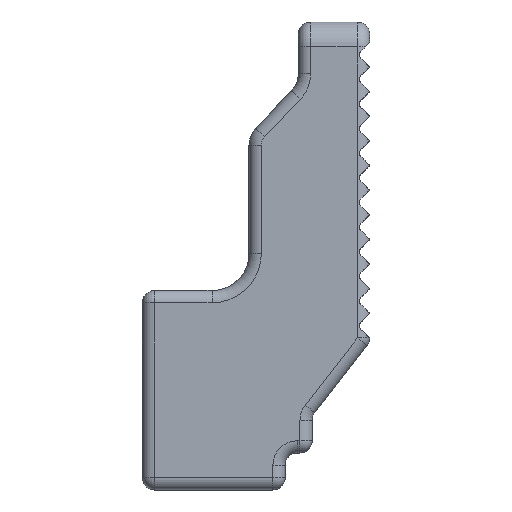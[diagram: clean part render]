
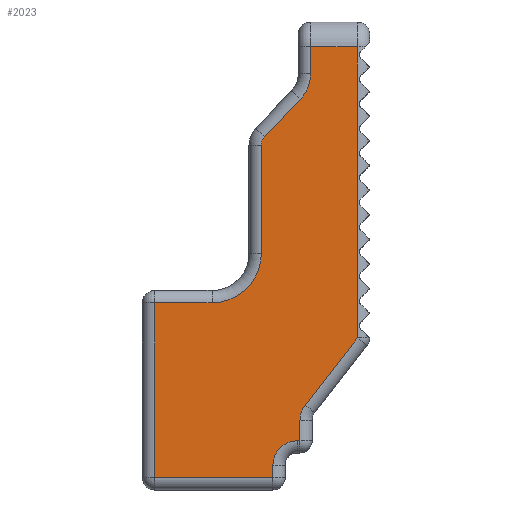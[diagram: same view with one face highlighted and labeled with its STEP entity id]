
A CAD part, left-side view. The second image highlights one B-rep face of the part: STEP entity #2023.
In plain terms, the highlighted planar face has unit normal (-1, 0, 0).
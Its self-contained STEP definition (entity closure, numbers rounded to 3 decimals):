
#63 = DIRECTION ( 'NONE',  ( 0., 1., 0. ) ) ;
#82 = DIRECTION ( 'NONE',  ( 1., 0., 0. ) ) ;
#94 = ORIENTED_EDGE ( 'NONE', *, *, #4875, .T. ) ;
#154 = VECTOR ( 'NONE', #2657, 1000. ) ;
#156 = VERTEX_POINT ( 'NONE', #893 ) ;
#173 = ORIENTED_EDGE ( 'NONE', *, *, #2463, .T. ) ;
#186 = EDGE_CURVE ( 'NONE', #247, #4374, #3182, .T. ) ;
#244 = EDGE_CURVE ( 'NONE', #1300, #3322, #3697, .T. ) ;
#247 = VERTEX_POINT ( 'NONE', #675 ) ;
#380 = VECTOR ( 'NONE', #748, 1000. ) ;
#392 = VERTEX_POINT ( 'NONE', #4408 ) ;
#431 = EDGE_CURVE ( 'NONE', #5540, #987, #1755, .T. ) ;
#467 = CARTESIAN_POINT ( 'NONE',  ( -23.33, 2.83, -9.5 ) ) ;
#496 = CARTESIAN_POINT ( 'NONE',  ( -23.33, 0.5, -3.329 ) ) ;
#499 = DIRECTION ( 'NONE',  ( 0., -1., 0. ) ) ;
#513 = AXIS2_PLACEMENT_3D ( 'NONE', #909, #1302, #5438 ) ;
#576 = VECTOR ( 'NONE', #4535, 1000. ) ;
#600 = CARTESIAN_POINT ( 'NONE',  ( -23.33, 3.93, -8.5 ) ) ;
#616 = CARTESIAN_POINT ( 'NONE',  ( -23.33, 2.83, -7.5 ) ) ;
#640 = ORIENTED_EDGE ( 'NONE', *, *, #5755, .T. ) ;
#675 = CARTESIAN_POINT ( 'NONE',  ( -23.33, 2.62, -6.058 ) ) ;
#748 = DIRECTION ( 'NONE',  ( 0., 0., 1. ) ) ;
#841 = CARTESIAN_POINT ( 'NONE',  ( -23.33, 3.93, -9.5 ) ) ;
#893 = CARTESIAN_POINT ( 'NONE',  ( -23.33, 0.5, 7.171 ) ) ;
#909 = CARTESIAN_POINT ( 'NONE',  ( -23.33, 2.93, -8.5 ) ) ;
#923 = PLANE ( 'NONE',  #4767 ) ;
#951 = DIRECTION ( 'NONE',  ( 0., -0.613, 0.79 ) ) ;
#984 = DIRECTION ( 'NONE',  ( 0., 0., -1. ) ) ;
#987 = VERTEX_POINT ( 'NONE', #2976 ) ;
#1005 = VERTEX_POINT ( 'NONE', #5340 ) ;
#1061 = AXIS2_PLACEMENT_3D ( 'NONE', #4098, #5951, #1752 ) ;
#1099 = EDGE_CURVE ( 'NONE', #1776, #5815, #2432, .T. ) ;
#1169 = DIRECTION ( 'NONE',  ( 0., 0., -1. ) ) ;
#1300 = VERTEX_POINT ( 'NONE', #2830 ) ;
#1302 = DIRECTION ( 'NONE',  ( 1., 0., 0. ) ) ;
#1322 = DIRECTION ( 'NONE',  ( 0., 1., 0. ) ) ;
#1343 = LINE ( 'NONE', #5039, #2752 ) ;
#1348 = CARTESIAN_POINT ( 'NONE',  ( -23.33, 4.4, 4.5 ) ) ;
#1369 = LINE ( 'NONE', #467, #5632 ) ;
#1411 = ORIENTED_EDGE ( 'NONE', *, *, #5168, .T. ) ;
#1438 = ORIENTED_EDGE ( 'NONE', *, *, #431, .T. ) ;
#1466 = DIRECTION ( 'NONE',  ( 1., 0., 0. ) ) ;
#1501 = ORIENTED_EDGE ( 'NONE', *, *, #2898, .T. ) ;
#1528 = CARTESIAN_POINT ( 'NONE',  ( -23.33, 2.4, 8.5 ) ) ;
#1592 = LINE ( 'NONE', #3787, #3040 ) ;
#1650 = ORIENTED_EDGE ( 'NONE', *, *, #186, .T. ) ;
#1654 = ORIENTED_EDGE ( 'NONE', *, *, #4425, .T. ) ;
#1737 = CARTESIAN_POINT ( 'NONE',  ( -23.33, 4.4, 0.1 ) ) ;
#1750 = EDGE_CURVE ( 'NONE', #5128, #4493, #1592, .T. ) ;
#1752 = DIRECTION ( 'NONE',  ( 0., 0., -1. ) ) ;
#1755 = LINE ( 'NONE', #4441, #154 ) ;
#1776 = VERTEX_POINT ( 'NONE', #600 ) ;
#1977 = EDGE_CURVE ( 'NONE', #392, #5128, #2277, .T. ) ;
#2023 = ADVANCED_FACE ( 'NONE', ( #5111 ), #923, .F. ) ;
#2188 = CARTESIAN_POINT ( 'NONE',  ( -23.33, 3.93, -9. ) ) ;
#2203 = LINE ( 'NONE', #841, #3371 ) ;
#2206 = AXIS2_PLACEMENT_3D ( 'NONE', #4392, #2485, #1169 ) ;
#2216 = DIRECTION ( 'NONE',  ( 0., 0., 1. ) ) ;
#2277 = CIRCLE ( 'NONE', #3909, 1.5 ) ;
#2319 = EDGE_CURVE ( 'NONE', #5815, #4527, #1343, .T. ) ;
#2388 = ORIENTED_EDGE ( 'NONE', *, *, #3279, .T. ) ;
#2427 = LINE ( 'NONE', #4717, #4361 ) ;
#2432 = CIRCLE ( 'NONE', #513, 1. ) ;
#2463 = EDGE_CURVE ( 'NONE', #3322, #392, #3203, .T. ) ;
#2485 = DIRECTION ( 'NONE',  ( -1., 0., 0. ) ) ;
#2525 = EDGE_LOOP ( 'NONE', ( #4932, #173, #5368, #5392, #5904, #1654, #94, #1501, #1438, #2388, #1411, #5864, #3858, #4118, #640, #1650, #4576, #5274 ) ) ;
#2657 = DIRECTION ( 'NONE',  ( 0., 0., -1. ) ) ;
#2692 = CARTESIAN_POINT ( 'NONE',  ( -23.33, 2.4, -9.5 ) ) ;
#2727 = CARTESIAN_POINT ( 'NONE',  ( -23.33, 3.9, 7.4 ) ) ;
#2752 = VECTOR ( 'NONE', #499, 1000. ) ;
#2815 = CARTESIAN_POINT ( 'NONE',  ( -23.33, 9.23, -9.5 ) ) ;
#2830 = CARTESIAN_POINT ( 'NONE',  ( -23.33, 0.5, 8.5 ) ) ;
#2895 = CARTESIAN_POINT ( 'NONE',  ( -23.33, 2.93, -7.5 ) ) ;
#2898 = EDGE_CURVE ( 'NONE', #4326, #5540, #3706, .T. ) ;
#2903 = CARTESIAN_POINT ( 'NONE',  ( -23.33, 8.73, -1.9 ) ) ;
#2976 = CARTESIAN_POINT ( 'NONE',  ( -23.33, 8.73, -9. ) ) ;
#3016 = VECTOR ( 'NONE', #3261, 1000. ) ;
#3040 = VECTOR ( 'NONE', #3424, 1000. ) ;
#3170 = CIRCLE ( 'NONE', #1061, 2. ) ;
#3181 = DIRECTION ( 'NONE',  ( 0., 0., -1. ) ) ;
#3182 = LINE ( 'NONE', #5017, #5011 ) ;
#3203 = LINE ( 'NONE', #2692, #576 ) ;
#3261 = DIRECTION ( 'NONE',  ( 0., 0., 1. ) ) ;
#3277 = VECTOR ( 'NONE', #1322, 1000. ) ;
#3279 = EDGE_CURVE ( 'NONE', #987, #4339, #2427, .T. ) ;
#3296 = CARTESIAN_POINT ( 'NONE',  ( -23.33, 4.262, 4.845 ) ) ;
#3322 = VERTEX_POINT ( 'NONE', #1528 ) ;
#3371 = VECTOR ( 'NONE', #5947, 1000. ) ;
#3421 = DIRECTION ( 'NONE',  ( 0., -1., 0. ) ) ;
#3424 = DIRECTION ( 'NONE',  ( 0., 0.69, -0.724 ) ) ;
#3462 = CARTESIAN_POINT ( 'NONE',  ( -23.33, 2.814, 6.366 ) ) ;
#3491 = VERTEX_POINT ( 'NONE', #1348 ) ;
#3554 = VECTOR ( 'NONE', #63, 1000. ) ;
#3697 = LINE ( 'NONE', #5456, #3277 ) ;
#3706 = LINE ( 'NONE', #4209, #3554 ) ;
#3787 = CARTESIAN_POINT ( 'NONE',  ( -23.33, 13.789, -5.158 ) ) ;
#3858 = ORIENTED_EDGE ( 'NONE', *, *, #2319, .T. ) ;
#3909 = AXIS2_PLACEMENT_3D ( 'NONE', #2727, #5544, #3181 ) ;
#4098 = CARTESIAN_POINT ( 'NONE',  ( -23.33, 6.4, 0.1 ) ) ;
#4118 = ORIENTED_EDGE ( 'NONE', *, *, #4460, .T. ) ;
#4172 = CARTESIAN_POINT ( 'NONE',  ( -23.33, 1.83, -6.671 ) ) ;
#4209 = CARTESIAN_POINT ( 'NONE',  ( -23.33, 9.23, -1.9 ) ) ;
#4218 = LINE ( 'NONE', #4760, #3016 ) ;
#4300 = LINE ( 'NONE', #5786, #380 ) ;
#4326 = VERTEX_POINT ( 'NONE', #4476 ) ;
#4339 = VERTEX_POINT ( 'NONE', #2188 ) ;
#4361 = VECTOR ( 'NONE', #3421, 1000. ) ;
#4374 = VERTEX_POINT ( 'NONE', #496 ) ;
#4392 = CARTESIAN_POINT ( 'NONE',  ( -23.33, 3.9, 4.5 ) ) ;
#4408 = CARTESIAN_POINT ( 'NONE',  ( -23.33, 2.4, 7.4 ) ) ;
#4425 = EDGE_CURVE ( 'NONE', #3491, #5572, #4953, .T. ) ;
#4441 = CARTESIAN_POINT ( 'NONE',  ( -23.33, 8.73, -9.5 ) ) ;
#4460 = EDGE_CURVE ( 'NONE', #4527, #1005, #1369, .T. ) ;
#4476 = CARTESIAN_POINT ( 'NONE',  ( -23.33, 6.4, -1.9 ) ) ;
#4493 = VERTEX_POINT ( 'NONE', #3296 ) ;
#4527 = VERTEX_POINT ( 'NONE', #616 ) ;
#4532 = EDGE_CURVE ( 'NONE', #156, #1300, #4218, .T. ) ;
#4535 = DIRECTION ( 'NONE',  ( 0., 0., -1. ) ) ;
#4561 = DIRECTION ( 'NONE',  ( 0., 0., -1. ) ) ;
#4576 = ORIENTED_EDGE ( 'NONE', *, *, #5436, .T. ) ;
#4606 = AXIS2_PLACEMENT_3D ( 'NONE', #4172, #82, #5514 ) ;
#4700 = CIRCLE ( 'NONE', #4606, 1. ) ;
#4717 = CARTESIAN_POINT ( 'NONE',  ( -23.33, 9.23, -9. ) ) ;
#4760 = CARTESIAN_POINT ( 'NONE',  ( -23.33, 0.5, -9.5 ) ) ;
#4767 = AXIS2_PLACEMENT_3D ( 'NONE', #2815, #1466, #984 ) ;
#4875 = EDGE_CURVE ( 'NONE', #5572, #4326, #3170, .T. ) ;
#4932 = ORIENTED_EDGE ( 'NONE', *, *, #244, .T. ) ;
#4953 = LINE ( 'NONE', #4980, #5727 ) ;
#4980 = CARTESIAN_POINT ( 'NONE',  ( -23.33, 4.4, -9.5 ) ) ;
#5011 = VECTOR ( 'NONE', #951, 1000. ) ;
#5017 = CARTESIAN_POINT ( 'NONE',  ( -23.33, 6.774, -11.407 ) ) ;
#5039 = CARTESIAN_POINT ( 'NONE',  ( -23.33, 9.23, -7.5 ) ) ;
#5111 = FACE_OUTER_BOUND ( 'NONE', #2525, .T. ) ;
#5128 = VERTEX_POINT ( 'NONE', #3462 ) ;
#5168 = EDGE_CURVE ( 'NONE', #4339, #1776, #2203, .T. ) ;
#5274 = ORIENTED_EDGE ( 'NONE', *, *, #4532, .T. ) ;
#5276 = CIRCLE ( 'NONE', #2206, 0.5 ) ;
#5340 = CARTESIAN_POINT ( 'NONE',  ( -23.33, 2.83, -6.671 ) ) ;
#5368 = ORIENTED_EDGE ( 'NONE', *, *, #1977, .T. ) ;
#5392 = ORIENTED_EDGE ( 'NONE', *, *, #1750, .T. ) ;
#5399 = EDGE_CURVE ( 'NONE', #4493, #3491, #5276, .T. ) ;
#5436 = EDGE_CURVE ( 'NONE', #4374, #156, #4300, .T. ) ;
#5438 = DIRECTION ( 'NONE',  ( 0., 0., -1. ) ) ;
#5456 = CARTESIAN_POINT ( 'NONE',  ( -23.33, 9.23, 8.5 ) ) ;
#5514 = DIRECTION ( 'NONE',  ( 0., 0., -1. ) ) ;
#5540 = VERTEX_POINT ( 'NONE', #2903 ) ;
#5544 = DIRECTION ( 'NONE',  ( 1., 0., 0. ) ) ;
#5572 = VERTEX_POINT ( 'NONE', #1737 ) ;
#5632 = VECTOR ( 'NONE', #2216, 1000. ) ;
#5727 = VECTOR ( 'NONE', #4561, 1000. ) ;
#5755 = EDGE_CURVE ( 'NONE', #1005, #247, #4700, .T. ) ;
#5786 = CARTESIAN_POINT ( 'NONE',  ( -23.33, 0.5, -9.5 ) ) ;
#5815 = VERTEX_POINT ( 'NONE', #2895 ) ;
#5864 = ORIENTED_EDGE ( 'NONE', *, *, #1099, .T. ) ;
#5904 = ORIENTED_EDGE ( 'NONE', *, *, #5399, .T. ) ;
#5947 = DIRECTION ( 'NONE',  ( 0., 0., 1. ) ) ;
#5951 = DIRECTION ( 'NONE',  ( 1., 0., 0. ) ) ;
